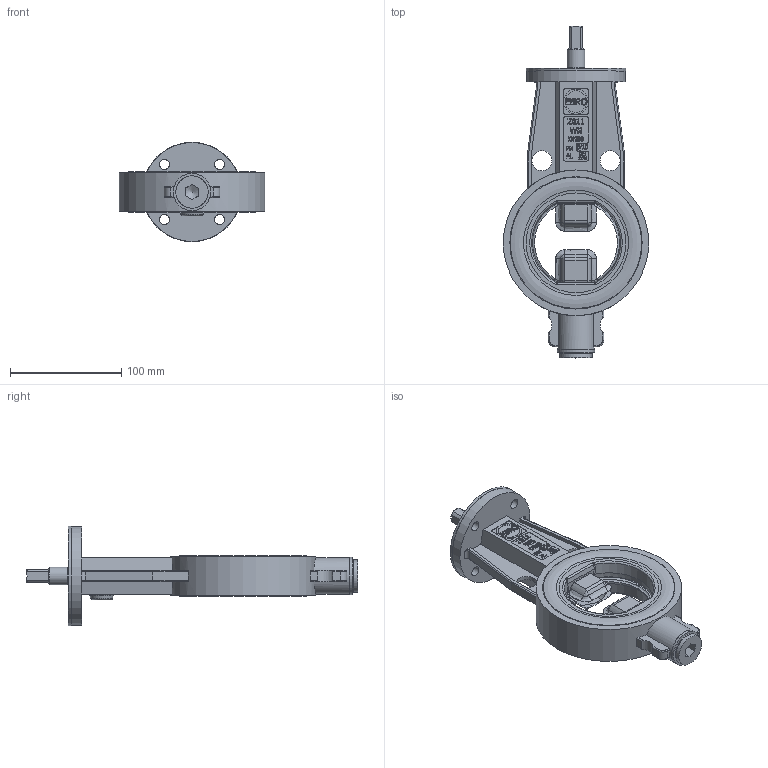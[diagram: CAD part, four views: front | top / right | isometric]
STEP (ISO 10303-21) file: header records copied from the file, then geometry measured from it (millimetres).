
FILE_DESCRIPTION(/* description */ (''),/* implementation_level */ '2;1');
FILE_NAME(/* name */ 'Z011-WN DN80.stp',/* time_stamp */ '2019-06-06T11:08:16+02:00',/* author */ ('hellwig'),/* organization */ (''),/* preprocessor_version */ 'ST-DEVELOPER v16.5',/* originating_system */ 'Autodesk Inventor 2017',/* authorisation */ '');
FILE_SCHEMA (('CONFIG_CONTROL_DESIGN'));
Length unit declared in the file: millimetre
Products named in the file (1): M14664
Bounding box: 131 x 298.5 x 89.4 mm (x, y, z)
Volume: 509057 mm3; surface area: 126249.6 mm2
Topology: 1 solids, 5 shells, 1039 faces, 2613 edges, 1661 vertices
Faces by surface type: plane 445, bspline 237, cylinder 221, torus 72, cone 32, sphere 32
Full cylindrical faces by diameter (mm): 4 x1, 4.917 x3, 9 x4, 12.3 x1, 12.5 x1, 12.8 x3, 13 x1, 15.2 x1, 15.5 x2, 16 x7, 16.2 x1, 16.37 x4, 16.45 x2, 18 x2, 20 x2, 22 x4, 23 x2, 24 x1, 24.3 x1, 24.45 x1, 24.5 x2, 28.9 x1, 29 x1, 33 x1, 33.4 x1, 55.1 x1, 80 x1, 89 x1, 89.4 x1, 131 x1
Entity records: 34380 total; most frequent: CARTESIAN_POINT 10277, ORIENTED_EDGE 4950, DIRECTION 4185, EDGE_CURVE 2475, VERTEX_POINT 1636, AXIS2_PLACEMENT_3D 1460, LINE 1265, VECTOR 1265
